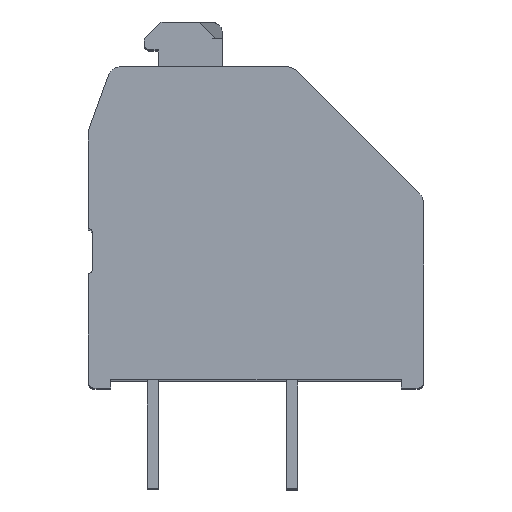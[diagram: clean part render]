
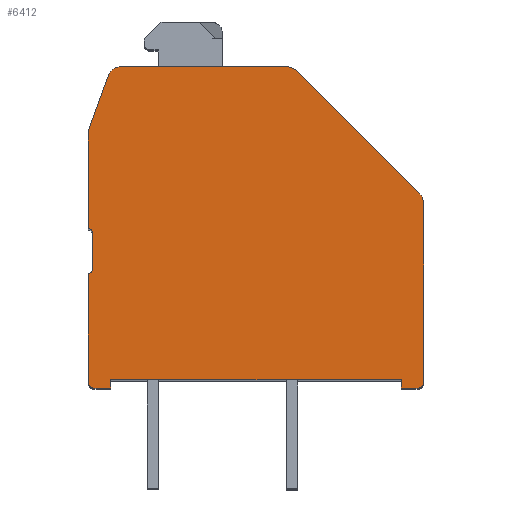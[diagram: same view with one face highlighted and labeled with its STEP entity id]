
A CAD part, top view. The second image highlights one B-rep face of the part: STEP entity #6412.
In plain terms, the highlighted planar face has unit normal (0, 0, 1).
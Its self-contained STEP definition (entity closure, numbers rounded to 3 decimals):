
#185=CIRCLE('',#6671,0.5);
#206=CIRCLE('',#6731,0.15);
#208=CIRCLE('',#6735,0.15);
#210=CIRCLE('',#6740,0.5);
#212=CIRCLE('',#6743,0.5);
#247=CIRCLE('',#6861,0.2);
#248=CIRCLE('',#6867,0.2);
#1240=ORIENTED_EDGE('',*,*,#2563,.T.);
#1241=ORIENTED_EDGE('',*,*,#2567,.F.);
#1242=ORIENTED_EDGE('',*,*,#2570,.T.);
#1243=ORIENTED_EDGE('',*,*,#2573,.F.);
#1244=ORIENTED_EDGE('',*,*,#2597,.T.);
#1245=ORIENTED_EDGE('',*,*,#2771,.T.);
#1246=ORIENTED_EDGE('',*,*,#2773,.T.);
#1247=ORIENTED_EDGE('',*,*,#2774,.T.);
#1248=ORIENTED_EDGE('',*,*,#2534,.T.);
#1249=ORIENTED_EDGE('',*,*,#2776,.T.);
#1250=ORIENTED_EDGE('',*,*,#2778,.T.);
#1251=ORIENTED_EDGE('',*,*,#2779,.T.);
#1252=ORIENTED_EDGE('',*,*,#2608,.T.);
#1253=ORIENTED_EDGE('',*,*,#2630,.T.);
#1254=ORIENTED_EDGE('',*,*,#2284,.T.);
#1255=ORIENTED_EDGE('',*,*,#2348,.T.);
#1256=ORIENTED_EDGE('',*,*,#2213,.T.);
#1257=ORIENTED_EDGE('',*,*,#2633,.T.);
#1258=ORIENTED_EDGE('',*,*,#2635,.T.);
#2213=EDGE_CURVE('',#3159,#3158,#3778,.T.);
#2284=EDGE_CURVE('',#3229,#3228,#3835,.T.);
#2348=EDGE_CURVE('',#3228,#3159,#185,.T.);
#2534=EDGE_CURVE('',#3406,#3405,#4003,.T.);
#2563=EDGE_CURVE('',#3435,#3434,#4032,.T.);
#2567=EDGE_CURVE('',#3437,#3434,#206,.T.);
#2570=EDGE_CURVE('',#3437,#3439,#4037,.T.);
#2573=EDGE_CURVE('',#3441,#3439,#208,.T.);
#2597=EDGE_CURVE('',#3441,#3457,#4062,.T.);
#2608=EDGE_CURVE('',#3466,#3465,#4073,.T.);
#2630=EDGE_CURVE('',#3465,#3229,#210,.T.);
#2633=EDGE_CURVE('',#3158,#3481,#212,.T.);
#2635=EDGE_CURVE('',#3481,#3435,#4096,.T.);
#2771=EDGE_CURVE('',#3457,#3550,#247,.T.);
#2773=EDGE_CURVE('',#3550,#3551,#4199,.T.);
#2774=EDGE_CURVE('',#3551,#3406,#4200,.T.);
#2776=EDGE_CURVE('',#3405,#3552,#4202,.T.);
#2778=EDGE_CURVE('',#3552,#3553,#4204,.T.);
#2779=EDGE_CURVE('',#3553,#3466,#248,.T.);
#3158=VERTEX_POINT('',#8926);
#3159=VERTEX_POINT('',#8928);
#3228=VERTEX_POINT('',#9069);
#3229=VERTEX_POINT('',#9071);
#3405=VERTEX_POINT('',#9649);
#3406=VERTEX_POINT('',#9651);
#3434=VERTEX_POINT('',#9708);
#3435=VERTEX_POINT('',#9710);
#3437=VERTEX_POINT('',#9716);
#3439=VERTEX_POINT('',#9722);
#3441=VERTEX_POINT('',#9728);
#3457=VERTEX_POINT('',#9769);
#3465=VERTEX_POINT('',#9789);
#3466=VERTEX_POINT('',#9791);
#3481=VERTEX_POINT('',#9832);
#3550=VERTEX_POINT('',#10122);
#3551=VERTEX_POINT('',#10126);
#3552=VERTEX_POINT('',#10132);
#3553=VERTEX_POINT('',#10136);
#3778=LINE('',#8927,#4549);
#3835=LINE('',#9070,#4606);
#4003=LINE('',#9650,#4774);
#4032=LINE('',#9709,#4803);
#4037=LINE('',#9723,#4808);
#4062=LINE('',#9770,#4833);
#4073=LINE('',#9790,#4844);
#4096=LINE('',#9836,#4867);
#4199=LINE('',#10127,#4970);
#4200=LINE('',#10129,#4971);
#4202=LINE('',#10133,#4973);
#4204=LINE('',#10137,#4975);
#4549=VECTOR('',#7149,1000.);
#4606=VECTOR('',#7238,1000.);
#4774=VECTOR('',#7620,1000.);
#4803=VECTOR('',#7651,1000.);
#4808=VECTOR('',#7664,1000.);
#4833=VECTOR('',#7697,1000.);
#4844=VECTOR('',#7710,1000.);
#4867=VECTOR('',#7747,1000.);
#4970=VECTOR('',#8086,1000.);
#4971=VECTOR('',#8089,1000.);
#4973=VECTOR('',#8093,1000.);
#4975=VECTOR('',#8097,1000.);
#5452=EDGE_LOOP('',(#1240,#1241,#1242,#1243,#1244,#1245,#1246,#1247,#1248,
#1249,#1250,#1251,#1252,#1253,#1254,#1255,#1256,#1257,#1258));
#5809=FACE_BOUND('',#5452,.T.);
#6087=PLANE('',#6868);
#6412=ADVANCED_FACE('',(#5809),#6087,.T.);
#6671=AXIS2_PLACEMENT_3D('',#9190,#7373,#7374);
#6731=AXIS2_PLACEMENT_3D('',#9717,#7658,#7659);
#6735=AXIS2_PLACEMENT_3D('',#9729,#7670,#7671);
#6740=AXIS2_PLACEMENT_3D('',#9827,#7735,#7736);
#6743=AXIS2_PLACEMENT_3D('',#9833,#7742,#7743);
#6861=AXIS2_PLACEMENT_3D('',#10123,#8081,#8082);
#6867=AXIS2_PLACEMENT_3D('',#10139,#8100,#8101);
#6868=AXIS2_PLACEMENT_3D('',#10140,#8102,#8103);
#7149=DIRECTION('',(-1.,0.,0.));
#7238=DIRECTION('',(-0.707,0.707,0.));
#7373=DIRECTION('',(0.,0.,1.));
#7374=DIRECTION('',(1.,0.,0.));
#7620=DIRECTION('',(1.,0.,0.));
#7651=DIRECTION('',(0.,-1.,0.));
#7658=DIRECTION('',(0.,0.,1.));
#7659=DIRECTION('',(1.,0.,0.));
#7664=DIRECTION('',(0.,-1.,0.));
#7670=DIRECTION('',(0.,0.,1.));
#7671=DIRECTION('',(1.,0.,0.));
#7697=DIRECTION('',(0.,-1.,0.));
#7710=DIRECTION('',(0.,1.,0.));
#7735=DIRECTION('',(0.,0.,1.));
#7736=DIRECTION('',(1.,0.,0.));
#7742=DIRECTION('',(0.,0.,1.));
#7743=DIRECTION('',(1.,0.,0.));
#7747=DIRECTION('',(-0.342,-0.94,0.));
#8081=DIRECTION('',(0.,0.,1.));
#8082=DIRECTION('',(1.,0.,0.));
#8086=DIRECTION('',(1.,0.,0.));
#8089=DIRECTION('',(0.,1.,0.));
#8093=DIRECTION('',(0.,-1.,0.));
#8097=DIRECTION('',(1.,0.,0.));
#8100=DIRECTION('',(0.,0.,1.));
#8101=DIRECTION('',(1.,0.,0.));
#8102=DIRECTION('',(0.,0.,1.));
#8103=DIRECTION('',(1.,0.,0.));
#8926=CARTESIAN_POINT('',(-6.113,11.5,29.5));
#8927=CARTESIAN_POINT('',(-0.207,11.5,29.5));
#8928=CARTESIAN_POINT('',(-0.207,11.5,29.5));
#9069=CARTESIAN_POINT('',(0.146,11.354,29.5));
#9070=CARTESIAN_POINT('',(4.554,6.946,29.5));
#9071=CARTESIAN_POINT('',(4.554,6.946,29.5));
#9190=CARTESIAN_POINT('',(-0.207,11.,29.5));
#9649=CARTESIAN_POINT('',(3.9,0.3,29.5));
#9650=CARTESIAN_POINT('',(-6.5,0.3,29.5));
#9651=CARTESIAN_POINT('',(-6.5,0.3,29.5));
#9708=CARTESIAN_POINT('',(-7.3,5.7,29.5));
#9709=CARTESIAN_POINT('',(-7.3,9.2,29.5));
#9710=CARTESIAN_POINT('',(-7.3,9.2,29.5));
#9716=CARTESIAN_POINT('',(-7.15,5.55,29.5));
#9717=CARTESIAN_POINT('',(-7.3,5.55,29.5));
#9722=CARTESIAN_POINT('',(-7.15,4.25,29.5));
#9723=CARTESIAN_POINT('',(-7.15,5.55,29.5));
#9728=CARTESIAN_POINT('',(-7.3,4.1,29.5));
#9729=CARTESIAN_POINT('',(-7.3,4.25,29.5));
#9769=CARTESIAN_POINT('',(-7.3,0.2,29.5));
#9770=CARTESIAN_POINT('',(-7.3,4.1,29.5));
#9789=CARTESIAN_POINT('',(4.7,6.593,29.5));
#9790=CARTESIAN_POINT('',(4.7,0.2,29.5));
#9791=CARTESIAN_POINT('',(4.7,0.2,29.5));
#9827=CARTESIAN_POINT('',(4.2,6.593,29.5));
#9832=CARTESIAN_POINT('',(-6.583,11.171,29.5));
#9833=CARTESIAN_POINT('',(-6.113,11.,29.5));
#9836=CARTESIAN_POINT('',(-6.583,11.171,29.5));
#10122=CARTESIAN_POINT('',(-7.1,0.,29.5));
#10123=CARTESIAN_POINT('',(-7.1,0.2,29.5));
#10126=CARTESIAN_POINT('',(-6.5,0.,29.5));
#10127=CARTESIAN_POINT('',(-7.1,0.,29.5));
#10129=CARTESIAN_POINT('',(-6.5,0.,29.5));
#10132=CARTESIAN_POINT('',(3.9,0.,29.5));
#10133=CARTESIAN_POINT('',(3.9,0.3,29.5));
#10136=CARTESIAN_POINT('',(4.5,0.,29.5));
#10137=CARTESIAN_POINT('',(3.9,0.,29.5));
#10139=CARTESIAN_POINT('',(4.5,0.2,29.5));
#10140=CARTESIAN_POINT('',(-7.3,5.55,29.5));
